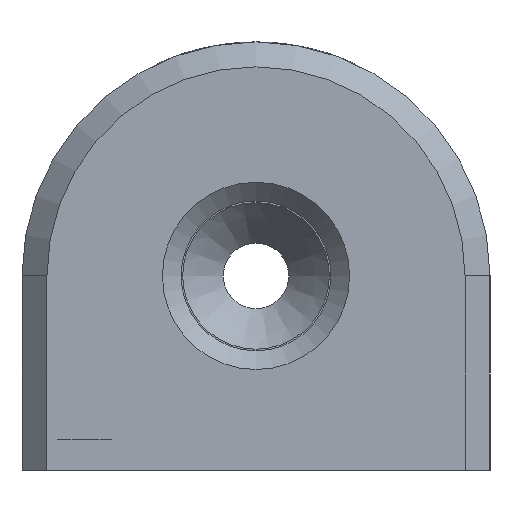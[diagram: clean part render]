
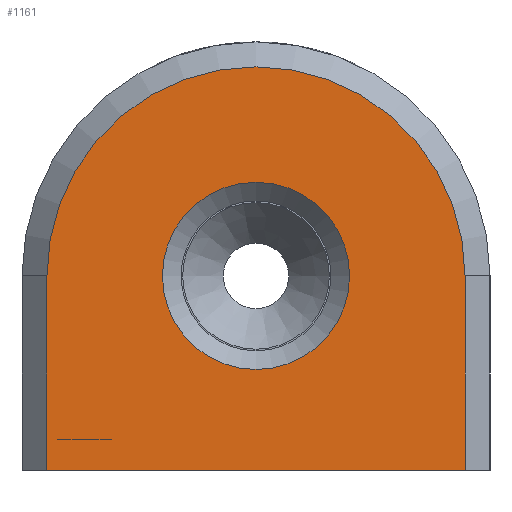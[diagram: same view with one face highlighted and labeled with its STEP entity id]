
A CAD part, left-side view. The second image highlights one B-rep face of the part: STEP entity #1161.
In plain terms, the highlighted planar face has unit normal (-1, 0, 0).
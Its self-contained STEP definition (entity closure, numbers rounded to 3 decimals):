
#34=FACE_BOUND('',#183,.T.);
#62=CIRCLE('',#1256,3.);
#64=CIRCLE('',#1259,6.7);
#110=FACE_OUTER_BOUND('',#182,.T.);
#182=EDGE_LOOP('',(#810,#811,#812,#813));
#183=EDGE_LOOP('',(#814));
#279=LINE('',#1784,#396);
#280=LINE('',#1788,#397);
#281=LINE('',#1789,#398);
#396=VECTOR('',#1425,10.);
#397=VECTOR('',#1428,10.);
#398=VECTOR('',#1429,10.);
#509=VERTEX_POINT('',#1776);
#511=VERTEX_POINT('',#1782);
#512=VERTEX_POINT('',#1783);
#513=VERTEX_POINT('',#1785);
#514=VERTEX_POINT('',#1787);
#626=EDGE_CURVE('',#509,#509,#62,.T.);
#629=EDGE_CURVE('',#511,#512,#279,.T.);
#630=EDGE_CURVE('',#513,#511,#64,.T.);
#631=EDGE_CURVE('',#514,#513,#280,.T.);
#632=EDGE_CURVE('',#514,#512,#281,.T.);
#810=ORIENTED_EDGE('',*,*,#629,.F.);
#811=ORIENTED_EDGE('',*,*,#630,.F.);
#812=ORIENTED_EDGE('',*,*,#631,.F.);
#813=ORIENTED_EDGE('',*,*,#632,.T.);
#814=ORIENTED_EDGE('',*,*,#626,.F.);
#1106=PLANE('',#1258);
#1161=ADVANCED_FACE('',(#110,#34),#1106,.T.);
#1256=AXIS2_PLACEMENT_3D('',#1777,#1418,#1419);
#1258=AXIS2_PLACEMENT_3D('',#1781,#1423,#1424);
#1259=AXIS2_PLACEMENT_3D('',#1786,#1426,#1427);
#1418=DIRECTION('center_axis',(-1.,0.,0.));
#1419=DIRECTION('ref_axis',(0.,-1.,0.));
#1423=DIRECTION('center_axis',(-1.,0.,0.));
#1424=DIRECTION('ref_axis',(0.,-1.,0.));
#1425=DIRECTION('',(0.,0.,-1.));
#1426=DIRECTION('center_axis',(1.,0.,0.));
#1427=DIRECTION('ref_axis',(0.,-1.,0.));
#1428=DIRECTION('',(0.,0.,1.));
#1429=DIRECTION('',(0.,-1.,0.));
#1776=CARTESIAN_POINT('',(-16.672,7.976,21.25));
#1777=CARTESIAN_POINT('Origin',(-16.672,4.976,21.25));
#1781=CARTESIAN_POINT('Origin',(-16.672,4.976,20.488));
#1782=CARTESIAN_POINT('',(-16.672,-1.724,21.25));
#1783=CARTESIAN_POINT('',(-16.672,-1.724,15.025));
#1784=CARTESIAN_POINT('',(-16.672,-1.724,16.356));
#1785=CARTESIAN_POINT('',(-16.672,11.676,21.25));
#1786=CARTESIAN_POINT('Origin',(-16.672,4.976,21.25));
#1787=CARTESIAN_POINT('',(-16.672,11.676,15.025));
#1788=CARTESIAN_POINT('',(-16.672,11.676,20.869));
#1789=CARTESIAN_POINT('',(-16.672,4.976,15.025));
